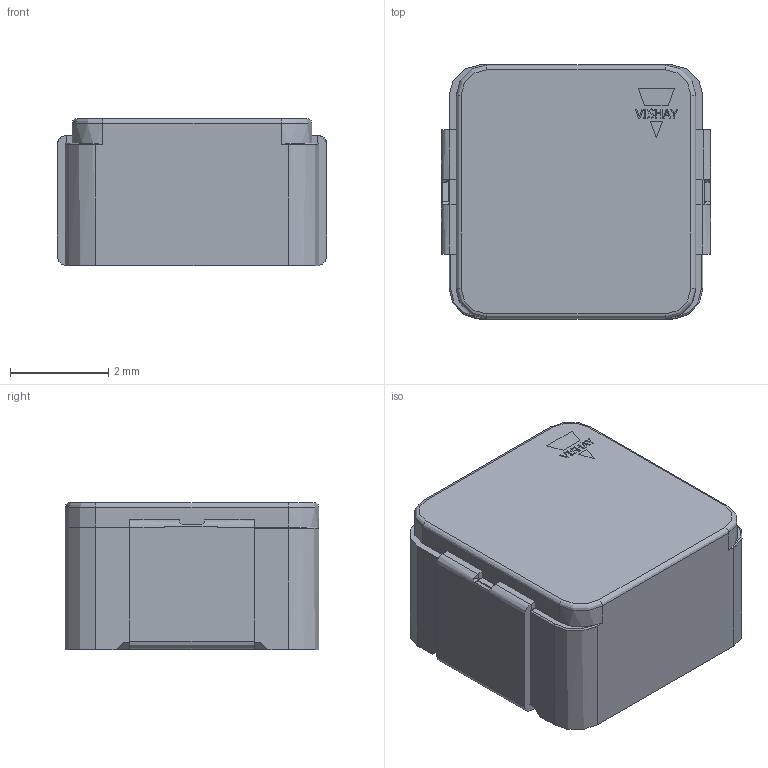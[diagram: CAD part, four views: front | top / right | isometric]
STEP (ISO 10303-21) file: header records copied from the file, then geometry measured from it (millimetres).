
FILE_DESCRIPTION(/* description */ (''),/* implementation_level */ '2;1');
FILE_NAME(/* name */ '2.stp',/* time_stamp */ '2020-05-11T23:34:27+02:00',/* author */ ('k'),/* organization */ (''),/* preprocessor_version */ 'ST-DEVELOPER v15.6',/* originating_system */ 'Autodesk Inventor 2015',/* authorisation */ '');
FILE_SCHEMA (('AUTOMOTIVE_DESIGN { 1 0 10303 214 3 1 1 }'));
Length unit declared in the file: millimetre
Products named in the file (6): 1; IHLP2020AB; Vishay logo - Copy; Vishay logo; 2
Bounding box: 5.49 x 5.18 x 3 mm (x, y, z)
Volume: 79.8 mm3; surface area: 154.6 mm2
Topology: 11 solids, 11 shells, 244 faces, 657 edges, 435 vertices
Faces by surface type: plane 170, cylinder 34, bspline 32, torus 8
Entity records: 8921 total; most frequent: CARTESIAN_POINT 2648, ORIENTED_EDGE 1338, DIRECTION 1093, EDGE_CURVE 669, LINE 499, VECTOR 499, VERTEX_POINT 447, AXIS2_PLACEMENT_3D 297
